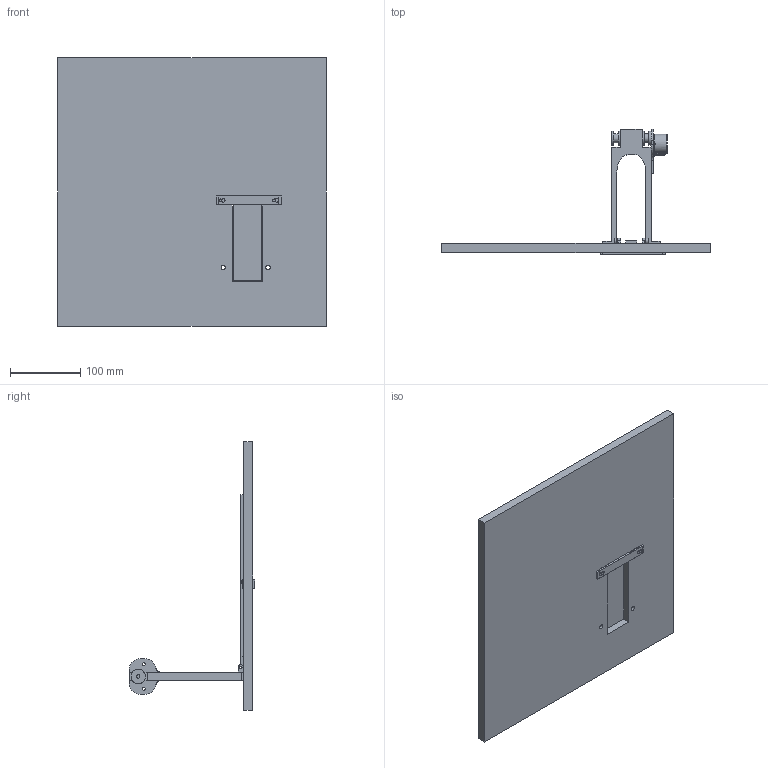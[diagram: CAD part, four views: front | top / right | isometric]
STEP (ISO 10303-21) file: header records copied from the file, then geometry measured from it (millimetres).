
FILE_DESCRIPTION(/* description */ (''),/* implementation_level */ '2;1');
FILE_NAME(/* name */ 'drawbridge_asm.stp',/* time_stamp */ '2024-04-13T16:08:18-04:00',/* author */ ('jmelk'),/* organization */ (''),/* preprocessor_version */ 'ST-DEVELOPER v19.2',/* originating_system */ 'Autodesk Inventor 2024',/* authorisation */ '');
FILE_SCHEMA (('AUTOMOTIVE_DESIGN { 1 0 10303 214 3 1 1 }'));
Length unit declared in the file: inch
Products named in the file (13): Assembly1; asm_v6; REAL_PROJECT_BOARD; SUPPORTS_V3; BRIDGE_PLATE; TRACK_PIECE; MOTOR_MOUNT; PULLEY_MOTOR_HOLE_3; PULLEY_3; STEPPER; MAGNET_BRACKET; MAGNET_BRACKET_UPDATED; CASTLE9
Assembly tree (13 placements, depth 3):
  Assembly1
    asm_v6
      REAL_PROJECT_BOARD
      SUPPORTS_V3
      BRIDGE_PLATE
      TRACK_PIECE  x2
      MOTOR_MOUNT
      PULLEY_MOTOR_HOLE_3
      PULLEY_3
      STEPPER
      MAGNET_BRACKET
      MAGNET_BRACKET_UPDATED
      CASTLE9
Bounding box: 381 x 178.44 x 381 mm (x, y, z)
Volume: 1885165.9 mm3; surface area: 367120.1 mm2
Topology: 12 solids, 12 shells, 435 faces, 1135 edges, 730 vertices
Faces by surface type: plane 248, cylinder 138, torus 24, bspline 22, cone 3
Full cylindrical faces by diameter (mm): 1.1 x5, 1.27 x2, 3.264 x4, 3.797 x4, 4.051 x2, 4.1 x2, 4.2 x2, 4.27 x3, 4.826 x1, 4.95 x1, 5 x1, 5.08 x2, 5.105 x1, 5.232 x1, 5.74 x2, 6.35 x4, 7.8 x2, 9 x1, 12.7 x2, 20.32 x4, 26.8 x1, 28 x1
Entity records: 14815 total; most frequent: CARTESIAN_POINT 3162, DIRECTION 2315, ORIENTED_EDGE 2246, EDGE_CURVE 1123, AXIS2_PLACEMENT_3D 815, VERTEX_POINT 722, LINE 685, VECTOR 685
